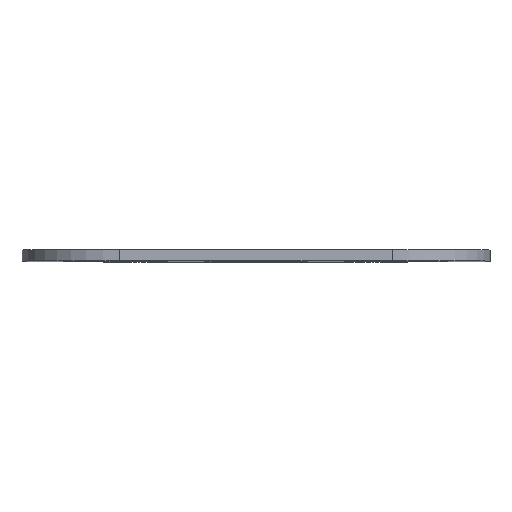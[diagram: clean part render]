
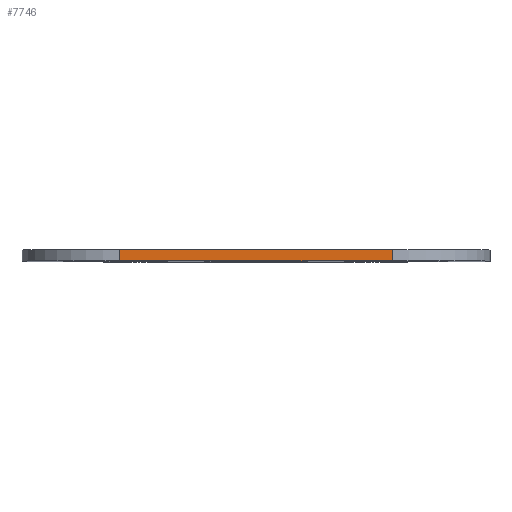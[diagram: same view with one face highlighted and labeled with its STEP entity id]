
A CAD part, top view. The second image highlights one B-rep face of the part: STEP entity #7746.
In plain terms, the highlighted planar face has unit normal (-0.001, 0, 1).
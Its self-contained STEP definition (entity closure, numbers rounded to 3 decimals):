
#397=PLANE('',#8083);
#800=FACE_OUTER_BOUND('',#1241,.T.);
#1241=EDGE_LOOP('',(#7076,#7077,#7078,#7079));
#1546=LINE('',#11928,#2274);
#1982=LINE('',#14459,#2710);
#1983=LINE('',#14462,#2711);
#1984=LINE('',#14463,#2712);
#2274=VECTOR('',#8532,10.);
#2710=VECTOR('',#9474,10.);
#2711=VECTOR('',#9477,10.);
#2712=VECTOR('',#9478,10.);
#3341=VERTEX_POINT('',#11925);
#3342=VERTEX_POINT('',#11927);
#3784=VERTEX_POINT('',#14457);
#3785=VERTEX_POINT('',#14461);
#4251=EDGE_CURVE('',#3341,#3342,#1546,.T.);
#4915=EDGE_CURVE('',#3784,#3342,#1982,.T.);
#4916=EDGE_CURVE('',#3784,#3785,#1983,.T.);
#4917=EDGE_CURVE('',#3785,#3341,#1984,.T.);
#7076=ORIENTED_EDGE('',*,*,#4916,.F.);
#7077=ORIENTED_EDGE('',*,*,#4915,.T.);
#7078=ORIENTED_EDGE('',*,*,#4251,.F.);
#7079=ORIENTED_EDGE('',*,*,#4917,.F.);
#7746=ADVANCED_FACE('',(#800),#397,.T.);
#8083=AXIS2_PLACEMENT_3D('',#14460,#9475,#9476);
#8532=DIRECTION('',(1.,0.,0.001));
#9474=DIRECTION('',(0.,1.,0.));
#9475=DIRECTION('center_axis',(-0.001,0.,1.));
#9476=DIRECTION('ref_axis',(1.,0.,0.001));
#9477=DIRECTION('',(-1.,0.,-0.001));
#9478=DIRECTION('',(0.,1.,0.));
#11925=CARTESIAN_POINT('',(-18.407,16.,40.906));
#11927=CARTESIAN_POINT('',(18.561,16.,40.958));
#11928=CARTESIAN_POINT('',(18.561,16.,40.958));
#14457=CARTESIAN_POINT('',(18.561,14.5,40.958));
#14459=CARTESIAN_POINT('',(18.561,14.5,40.958));
#14460=CARTESIAN_POINT('Origin',(-18.407,14.5,40.906));
#14461=CARTESIAN_POINT('',(-18.407,14.5,40.906));
#14462=CARTESIAN_POINT('',(18.561,14.5,40.958));
#14463=CARTESIAN_POINT('',(-18.407,14.5,40.906));
